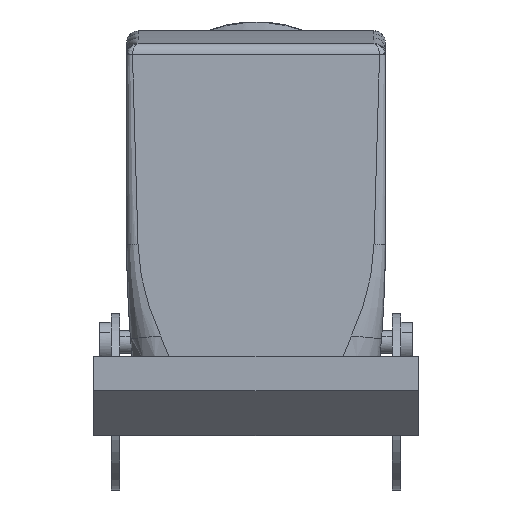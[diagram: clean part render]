
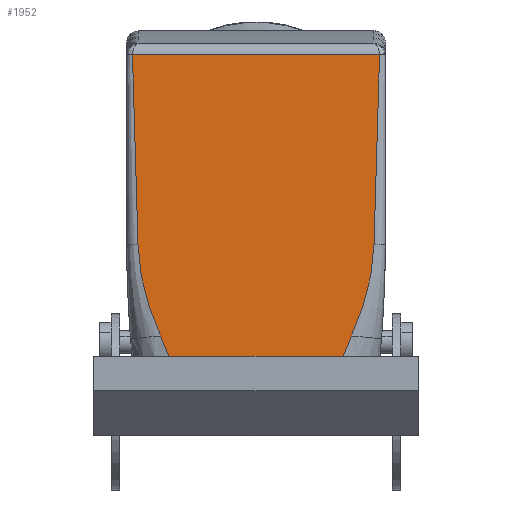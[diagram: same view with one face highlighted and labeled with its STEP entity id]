
A CAD part, front view. The second image highlights one B-rep face of the part: STEP entity #1952.
In plain terms, the highlighted planar face has unit normal (0, -1, 0.013).
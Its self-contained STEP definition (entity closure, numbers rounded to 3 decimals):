
#1837=AXIS2_PLACEMENT_3D('Plane Axis2P3D',#1834,#1835,#1836) ;
#449=CARTESIAN_POINT('Vertex',(14.727,18.,19.8)) ;
#518=CARTESIAN_POINT('Vertex',(42.273,18.,19.8)) ;
#521=CARTESIAN_POINT('Line Origine',(28.5,18.,19.8)) ;
#1136=CARTESIAN_POINT('Control Point',(11.732,18.095,27.086)) ;
#1137=CARTESIAN_POINT('Control Point',(12.038,18.086,26.36)) ;
#1138=CARTESIAN_POINT('Control Point',(12.346,18.076,25.634)) ;
#1139=CARTESIAN_POINT('Control Point',(12.654,18.067,24.906)) ;
#1140=CARTESIAN_POINT('Control Point',(13.263,18.048,23.449)) ;
#1141=CARTESIAN_POINT('Control Point',(13.859,18.029,21.991)) ;
#1142=CARTESIAN_POINT('Control Point',(14.151,18.019,21.262)) ;
#1143=CARTESIAN_POINT('Control Point',(14.44,18.01,20.531)) ;
#1144=CARTESIAN_POINT('Control Point',(14.727,18.,19.8)) ;
#1145=CARTESIAN_POINT('Vertex',(11.732,18.095,27.086)) ;
#1813=CARTESIAN_POINT('Vertex',(45.268,18.095,27.086)) ;
#1817=CARTESIAN_POINT('Control Point',(45.268,18.095,27.086)) ;
#1818=CARTESIAN_POINT('Control Point',(44.962,18.086,26.36)) ;
#1819=CARTESIAN_POINT('Control Point',(44.654,18.076,25.634)) ;
#1820=CARTESIAN_POINT('Control Point',(44.346,18.067,24.906)) ;
#1821=CARTESIAN_POINT('Control Point',(43.737,18.048,23.449)) ;
#1822=CARTESIAN_POINT('Control Point',(43.141,18.029,21.991)) ;
#1823=CARTESIAN_POINT('Control Point',(42.849,18.019,21.262)) ;
#1824=CARTESIAN_POINT('Control Point',(42.56,18.01,20.531)) ;
#1825=CARTESIAN_POINT('Control Point',(42.273,18.,19.8)) ;
#1834=CARTESIAN_POINT('Axis2P3D Location',(28.5,19.046,99.715)) ;
#1840=CARTESIAN_POINT('Control Point',(6.771,18.743,76.527)) ;
#1841=CARTESIAN_POINT('Control Point',(6.779,18.733,75.824)) ;
#1842=CARTESIAN_POINT('Control Point',(6.788,18.724,75.124)) ;
#1843=CARTESIAN_POINT('Control Point',(6.795,18.717,74.57)) ;
#1844=CARTESIAN_POINT('Control Point',(6.815,18.699,73.206)) ;
#1845=CARTESIAN_POINT('Control Point',(6.838,18.681,71.841)) ;
#1846=CARTESIAN_POINT('Control Point',(6.85,18.673,71.173)) ;
#1847=CARTESIAN_POINT('Control Point',(6.961,18.594,65.171)) ;
#1848=CARTESIAN_POINT('Control Point',(7.127,18.515,59.17)) ;
#1849=CARTESIAN_POINT('Control Point',(7.31,18.445,53.827)) ;
#1850=CARTESIAN_POINT('Control Point',(7.48,18.376,48.493)) ;
#1851=CARTESIAN_POINT('Control Point',(7.749,18.306,43.165)) ;
#1852=CARTESIAN_POINT('Vertex',(7.749,18.306,43.165)) ;
#1854=CARTESIAN_POINT('Vertex',(6.771,18.743,76.527)) ;
#1858=CARTESIAN_POINT('Control Point',(7.749,18.306,43.165)) ;
#1859=CARTESIAN_POINT('Control Point',(7.761,18.303,42.926)) ;
#1860=CARTESIAN_POINT('Control Point',(7.773,18.3,42.689)) ;
#1861=CARTESIAN_POINT('Control Point',(7.786,18.297,42.464)) ;
#1862=CARTESIAN_POINT('Control Point',(7.805,18.293,42.146)) ;
#1863=CARTESIAN_POINT('Control Point',(7.827,18.288,41.827)) ;
#1864=CARTESIAN_POINT('Control Point',(7.832,18.287,41.748)) ;
#1865=CARTESIAN_POINT('Control Point',(7.919,18.271,40.51)) ;
#1866=CARTESIAN_POINT('Control Point',(8.041,18.255,39.275)) ;
#1867=CARTESIAN_POINT('Control Point',(8.203,18.24,38.124)) ;
#1868=CARTESIAN_POINT('Control Point',(8.646,18.209,35.759)) ;
#1869=CARTESIAN_POINT('Control Point',(9.295,18.179,33.439)) ;
#1870=CARTESIAN_POINT('Control Point',(9.682,18.163,32.254)) ;
#1871=CARTESIAN_POINT('Control Point',(10.317,18.14,30.506)) ;
#1872=CARTESIAN_POINT('Control Point',(11.013,18.118,28.782)) ;
#1873=CARTESIAN_POINT('Control Point',(11.249,18.11,28.215)) ;
#1874=CARTESIAN_POINT('Control Point',(11.489,18.103,27.65)) ;
#1875=CARTESIAN_POINT('Control Point',(11.732,18.095,27.086)) ;
#1878=CARTESIAN_POINT('Control Point',(49.251,18.306,43.165)) ;
#1879=CARTESIAN_POINT('Control Point',(49.239,18.303,42.926)) ;
#1880=CARTESIAN_POINT('Control Point',(49.227,18.3,42.689)) ;
#1881=CARTESIAN_POINT('Control Point',(49.214,18.297,42.464)) ;
#1882=CARTESIAN_POINT('Control Point',(49.195,18.293,42.146)) ;
#1883=CARTESIAN_POINT('Control Point',(49.173,18.288,41.827)) ;
#1884=CARTESIAN_POINT('Control Point',(49.168,18.287,41.748)) ;
#1885=CARTESIAN_POINT('Control Point',(49.081,18.271,40.51)) ;
#1886=CARTESIAN_POINT('Control Point',(48.959,18.255,39.275)) ;
#1887=CARTESIAN_POINT('Control Point',(48.797,18.24,38.124)) ;
#1888=CARTESIAN_POINT('Control Point',(48.354,18.209,35.759)) ;
#1889=CARTESIAN_POINT('Control Point',(47.705,18.179,33.439)) ;
#1890=CARTESIAN_POINT('Control Point',(47.318,18.163,32.254)) ;
#1891=CARTESIAN_POINT('Control Point',(46.683,18.14,30.506)) ;
#1892=CARTESIAN_POINT('Control Point',(45.987,18.118,28.782)) ;
#1893=CARTESIAN_POINT('Control Point',(45.751,18.11,28.215)) ;
#1894=CARTESIAN_POINT('Control Point',(45.511,18.103,27.65)) ;
#1895=CARTESIAN_POINT('Control Point',(45.268,18.095,27.086)) ;
#1896=CARTESIAN_POINT('Vertex',(49.251,18.306,43.165)) ;
#1900=CARTESIAN_POINT('Control Point',(50.229,18.743,76.527)) ;
#1901=CARTESIAN_POINT('Control Point',(50.221,18.733,75.824)) ;
#1902=CARTESIAN_POINT('Control Point',(50.212,18.724,75.124)) ;
#1903=CARTESIAN_POINT('Control Point',(50.205,18.717,74.57)) ;
#1904=CARTESIAN_POINT('Control Point',(50.185,18.699,73.206)) ;
#1905=CARTESIAN_POINT('Control Point',(50.162,18.681,71.841)) ;
#1906=CARTESIAN_POINT('Control Point',(50.15,18.673,71.173)) ;
#1907=CARTESIAN_POINT('Control Point',(50.039,18.594,65.171)) ;
#1908=CARTESIAN_POINT('Control Point',(49.873,18.515,59.17)) ;
#1909=CARTESIAN_POINT('Control Point',(49.69,18.445,53.827)) ;
#1910=CARTESIAN_POINT('Control Point',(49.52,18.376,48.493)) ;
#1911=CARTESIAN_POINT('Control Point',(49.251,18.306,43.165)) ;
#1912=CARTESIAN_POINT('Vertex',(50.229,18.743,76.527)) ;
#1916=CARTESIAN_POINT('Control Point',(50.225,18.744,76.625)) ;
#1917=CARTESIAN_POINT('Control Point',(50.227,18.744,76.606)) ;
#1918=CARTESIAN_POINT('Control Point',(50.228,18.743,76.586)) ;
#1919=CARTESIAN_POINT('Control Point',(50.229,18.743,76.567)) ;
#1920=CARTESIAN_POINT('Control Point',(50.229,18.743,76.547)) ;
#1921=CARTESIAN_POINT('Control Point',(50.229,18.743,76.527)) ;
#1922=CARTESIAN_POINT('Vertex',(50.225,18.744,76.625)) ;
#1925=CARTESIAN_POINT('Line Origine',(28.5,18.744,76.625)) ;
#1929=CARTESIAN_POINT('Vertex',(6.775,18.744,76.625)) ;
#1933=CARTESIAN_POINT('Control Point',(6.775,18.744,76.625)) ;
#1934=CARTESIAN_POINT('Control Point',(6.773,18.744,76.606)) ;
#1935=CARTESIAN_POINT('Control Point',(6.772,18.743,76.586)) ;
#1936=CARTESIAN_POINT('Control Point',(6.771,18.743,76.567)) ;
#1937=CARTESIAN_POINT('Control Point',(6.771,18.743,76.547)) ;
#1938=CARTESIAN_POINT('Control Point',(6.771,18.743,76.527)) ;
#522=DIRECTION('Vector Direction',(-1.,0.,0.)) ;
#1835=DIRECTION('Axis2P3D Direction',(0.,-1.,0.013)) ;
#1836=DIRECTION('Axis2P3D XDirection',(-1.,0.,0.)) ;
#1926=DIRECTION('Vector Direction',(-1.,0.,0.)) ;
#523=VECTOR('Line Direction',#522,1.) ;
#1927=VECTOR('Line Direction',#1926,1.) ;
#1941=ORIENTED_EDGE('',*,*,#1856,.F.) ;
#1942=ORIENTED_EDGE('',*,*,#1876,.F.) ;
#1943=ORIENTED_EDGE('',*,*,#1147,.F.) ;
#1944=ORIENTED_EDGE('',*,*,#525,.T.) ;
#1945=ORIENTED_EDGE('',*,*,#1826,.T.) ;
#1946=ORIENTED_EDGE('',*,*,#1898,.T.) ;
#1947=ORIENTED_EDGE('',*,*,#1914,.T.) ;
#1948=ORIENTED_EDGE('',*,*,#1924,.T.) ;
#1949=ORIENTED_EDGE('',*,*,#1931,.F.) ;
#1950=ORIENTED_EDGE('',*,*,#1939,.F.) ;
#1952=ADVANCED_FACE('Hood',(#1951),#1838,.T.) ;
#1135=B_SPLINE_CURVE_WITH_KNOTS('',5,(#1136,#1137,#1138,#1139,#1140,#1141,#1142,#1143,#1144),.UNSPECIFIED.,.F.,.U.,(6,3,6),(110.934,114.794,118.655),.UNSPECIFIED.) ;
#1816=B_SPLINE_CURVE_WITH_KNOTS('',5,(#1817,#1818,#1819,#1820,#1821,#1822,#1823,#1824,#1825),.UNSPECIFIED.,.F.,.U.,(6,3,6),(110.934,114.794,118.655),.UNSPECIFIED.) ;
#1839=B_SPLINE_CURVE_WITH_KNOTS('',5,(#1840,#1841,#1842,#1843,#1844,#1845,#1846,#1847,#1848,#1849,#1850,#1851),.UNSPECIFIED.,.F.,.U.,(6,3,3,6),(0.,4.925,9.652,47.392),.UNSPECIFIED.) ;
#1857=B_SPLINE_CURVE_WITH_KNOTS('',5,(#1858,#1859,#1860,#1861,#1862,#1863,#1864,#1865,#1866,#1867,#1868,#1869,#1870,#1871,#1872,#1873,#1874,#1875),.UNSPECIFIED.,.F.,.U.,(6,3,3,3,3,6),(0.,1.7,2.262,10.487,19.27,23.603),.UNSPECIFIED.) ;
#1877=B_SPLINE_CURVE_WITH_KNOTS('',5,(#1878,#1879,#1880,#1881,#1882,#1883,#1884,#1885,#1886,#1887,#1888,#1889,#1890,#1891,#1892,#1893,#1894,#1895),.UNSPECIFIED.,.F.,.U.,(6,3,3,3,3,6),(0.,1.7,2.262,10.487,19.27,23.603),.UNSPECIFIED.) ;
#1899=B_SPLINE_CURVE_WITH_KNOTS('',5,(#1900,#1901,#1902,#1903,#1904,#1905,#1906,#1907,#1908,#1909,#1910,#1911),.UNSPECIFIED.,.F.,.U.,(6,3,3,6),(0.,4.925,9.652,47.392),.UNSPECIFIED.) ;
#1915=B_SPLINE_CURVE_WITH_KNOTS('',5,(#1916,#1917,#1918,#1919,#1920,#1921),.UNSPECIFIED.,.F.,.U.,(6,6),(0.,0.139),.UNSPECIFIED.) ;
#1932=B_SPLINE_CURVE_WITH_KNOTS('',5,(#1933,#1934,#1935,#1936,#1937,#1938),.UNSPECIFIED.,.F.,.U.,(6,6),(0.,0.139),.UNSPECIFIED.) ;
#525=EDGE_CURVE('',#450,#519,#524,.F.) ;
#1147=EDGE_CURVE('',#450,#1146,#1135,.F.) ;
#1826=EDGE_CURVE('',#519,#1814,#1816,.F.) ;
#1856=EDGE_CURVE('',#1853,#1855,#1839,.F.) ;
#1876=EDGE_CURVE('',#1146,#1853,#1857,.F.) ;
#1898=EDGE_CURVE('',#1814,#1897,#1877,.F.) ;
#1914=EDGE_CURVE('',#1897,#1913,#1899,.F.) ;
#1924=EDGE_CURVE('',#1913,#1923,#1915,.F.) ;
#1931=EDGE_CURVE('',#1930,#1923,#1928,.F.) ;
#1939=EDGE_CURVE('',#1855,#1930,#1932,.F.) ;
#1940=EDGE_LOOP('',(#1941,#1942,#1943,#1944,#1945,#1946,#1947,#1948,#1949,#1950)) ;
#1951=FACE_OUTER_BOUND('',#1940,.T.) ;
#524=LINE('Line',#521,#523) ;
#1928=LINE('Line',#1925,#1927) ;
#1838=PLANE('',#1837) ;
#450=VERTEX_POINT('',#449) ;
#519=VERTEX_POINT('',#518) ;
#1146=VERTEX_POINT('',#1145) ;
#1814=VERTEX_POINT('',#1813) ;
#1853=VERTEX_POINT('',#1852) ;
#1855=VERTEX_POINT('',#1854) ;
#1897=VERTEX_POINT('',#1896) ;
#1913=VERTEX_POINT('',#1912) ;
#1923=VERTEX_POINT('',#1922) ;
#1930=VERTEX_POINT('',#1929) ;
